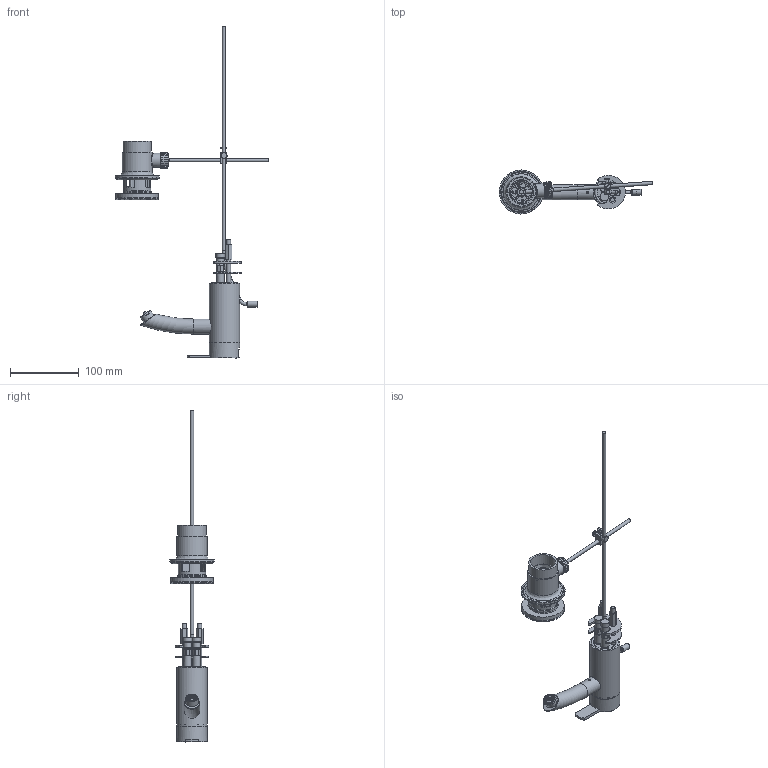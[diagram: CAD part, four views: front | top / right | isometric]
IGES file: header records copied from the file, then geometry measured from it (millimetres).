
Global section: file name: No Iges File Name specified; native system: Autodesk Inventor 2012; preprocessor: AutoDesk Inventor Iges Exporter R2012; author: mblakey; date: 20121002.160352; units: millimetre
Bounding box: 223.87 x 64.18 x 484.06 mm (x, y, z)
Volume: 265050.9 mm3; surface area: 162316.5 mm2
Topology: 53 solids, 53 shells, 996 faces, 2370 edges, 1537 vertices
Faces by surface type: plane 582, revolution 183, cylinder 143, torus 52, cone 22, bspline 8, sphere 6
Full cylindrical faces by diameter (mm): 1.5 x1, 3 x2, 4 x8, 4.8 x3, 5 x3, 6 x3, 6.2 x1, 8 x5, 8.8 x1, 9 x1, 9.8 x1, 10 x3, 11 x4, 11.1 x1, 12.5 x1, 12.7 x2, 14 x3, 14.05 x1, 14.37 x1, 15 x1, 15.5 x1, 15.75 x1, 16.45 x2, 17.87 x1, 18.3 x1, 19 x1, 20.96 x1, 22 x1, 23 x1, 25 x1
